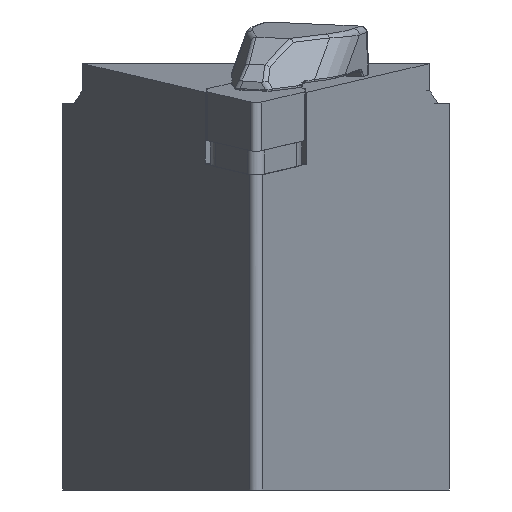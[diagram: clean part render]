
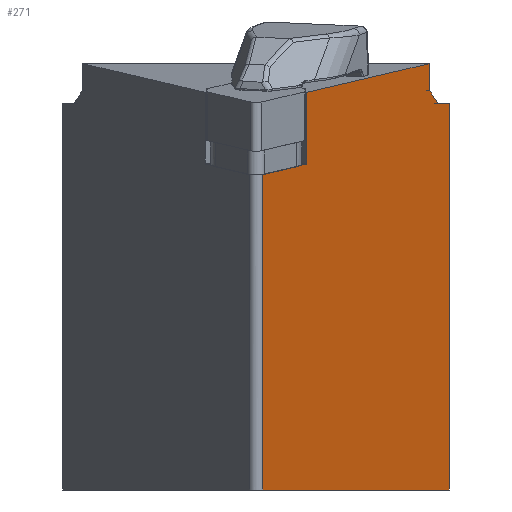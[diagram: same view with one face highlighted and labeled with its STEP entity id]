
A CAD part, left-side view. The second image highlights one B-rep face of the part: STEP entity #271.
In plain terms, the highlighted planar face has unit normal (-0.458, -0.887, -0.056).
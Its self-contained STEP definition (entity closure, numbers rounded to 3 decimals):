
#271=ADVANCED_FACE('',(#413),#371,.F.);
#371=PLANE('',#1851);
#413=FACE_OUTER_BOUND('',#510,.T.);
#510=EDGE_LOOP('',(#956,#957,#958,#959,#960,#961,#962,#963,#964,#965));
#615=LINE('',#2565,#756);
#620=LINE('',#2579,#761);
#621=LINE('',#2581,#762);
#629=LINE('',#2599,#770);
#633=LINE('',#2608,#774);
#638=LINE('',#2617,#779);
#640=LINE('',#2620,#781);
#646=LINE('',#2639,#787);
#648=LINE('',#2642,#789);
#649=LINE('',#2644,#790);
#756=VECTOR('',#2041,1.);
#761=VECTOR('',#2052,1.);
#762=VECTOR('',#2055,1.);
#770=VECTOR('',#2067,1.);
#774=VECTOR('',#2073,1.);
#779=VECTOR('',#2082,1.);
#781=VECTOR('',#2086,1.);
#787=VECTOR('',#2102,1.);
#789=VECTOR('',#2106,1.);
#790=VECTOR('',#2107,1.);
#956=ORIENTED_EDGE('',*,*,#1540,.T.);
#957=ORIENTED_EDGE('',*,*,#1579,.F.);
#958=ORIENTED_EDGE('',*,*,#1580,.F.);
#959=ORIENTED_EDGE('',*,*,#1547,.T.);
#960=ORIENTED_EDGE('',*,*,#1565,.F.);
#961=ORIENTED_EDGE('',*,*,#1548,.F.);
#962=ORIENTED_EDGE('',*,*,#1560,.T.);
#963=ORIENTED_EDGE('',*,*,#1567,.F.);
#964=ORIENTED_EDGE('',*,*,#1556,.T.);
#965=ORIENTED_EDGE('',*,*,#1577,.T.);
#1385=VERTEX_POINT('',#2564);
#1386=VERTEX_POINT('',#2566);
#1389=VERTEX_POINT('',#2574);
#1391=VERTEX_POINT('',#2578);
#1392=VERTEX_POINT('',#2582);
#1393=VERTEX_POINT('',#2583);
#1400=VERTEX_POINT('',#2600);
#1401=VERTEX_POINT('',#2601);
#1404=VERTEX_POINT('',#2609);
#1414=VERTEX_POINT('',#2643);
#1540=EDGE_CURVE('',#1386,#1385,#615,.T.);
#1547=EDGE_CURVE('',#1389,#1391,#620,.T.);
#1548=EDGE_CURVE('',#1392,#1393,#621,.T.);
#1556=EDGE_CURVE('',#1400,#1401,#629,.T.);
#1560=EDGE_CURVE('',#1392,#1404,#633,.T.);
#1565=EDGE_CURVE('',#1393,#1391,#638,.T.);
#1567=EDGE_CURVE('',#1400,#1404,#640,.T.);
#1577=EDGE_CURVE('',#1401,#1386,#646,.T.);
#1579=EDGE_CURVE('',#1414,#1385,#648,.T.);
#1580=EDGE_CURVE('',#1389,#1414,#649,.T.);
#1851=AXIS2_PLACEMENT_3D('',#2645,#2108,#2109);
#2041=DIRECTION('',(0.122,0.,-0.993));
#2052=DIRECTION('',(0.122,0.,-0.993));
#2055=DIRECTION('',(0.122,0.,-0.993));
#2067=DIRECTION('',(-0.174,0.027,0.984));
#2073=DIRECTION('',(-0.888,0.459,0.));
#2082=DIRECTION('',(-0.888,0.459,0.));
#2086=DIRECTION('',(0.764,-0.361,-0.535));
#2102=DIRECTION('',(-0.88,0.462,-0.108));
#2106=DIRECTION('',(0.88,-0.462,0.108));
#2107=DIRECTION('',(0.88,-0.462,0.108));
#2108=DIRECTION('',(0.458,0.887,0.056));
#2109=DIRECTION('',(-0.888,0.459,0.));
#2564=CARTESIAN_POINT('',(-175.113,-6.66,12.644));
#2565=CARTESIAN_POINT('',(-177.376,-6.66,31.069));
#2566=CARTESIAN_POINT('',(-176.25,-6.66,21.905));
#2574=CARTESIAN_POINT('',(-185.89,-1.008,11.321));
#2578=CARTESIAN_POINT('',(-180.877,-1.008,-29.5));
#2579=CARTESIAN_POINT('',(-228.346,-1.008,357.103));
#2581=CARTESIAN_POINT('',(-182.371,-25.121,362.748));
#2582=CARTESIAN_POINT('',(-140.348,-25.121,20.5));
#2583=CARTESIAN_POINT('',(-134.209,-25.121,-29.5));
#2599=CARTESIAN_POINT('',(-145.258,-22.623,21.104));
#2600=CARTESIAN_POINT('',(-145.433,-22.595,22.098));
#2601=CARTESIAN_POINT('',(-146.053,-22.498,25.612));
#2608=CARTESIAN_POINT('',(-189.853,0.457,20.5));
#2609=CARTESIAN_POINT('',(-143.152,-23.673,20.5));
#2617=CARTESIAN_POINT('',(-188.559,2.961,-29.5));
#2620=CARTESIAN_POINT('',(-149.643,-20.607,25.046));
#2639=CARTESIAN_POINT('',(-189.817,0.455,20.239));
#2642=CARTESIAN_POINT('',(-185.89,-1.008,11.321));
#2643=CARTESIAN_POINT('',(-176.6,-5.881,12.462));
#2644=CARTESIAN_POINT('',(-185.89,-1.008,11.321));
#2645=CARTESIAN_POINT('',(-228.346,-1.008,357.103));
